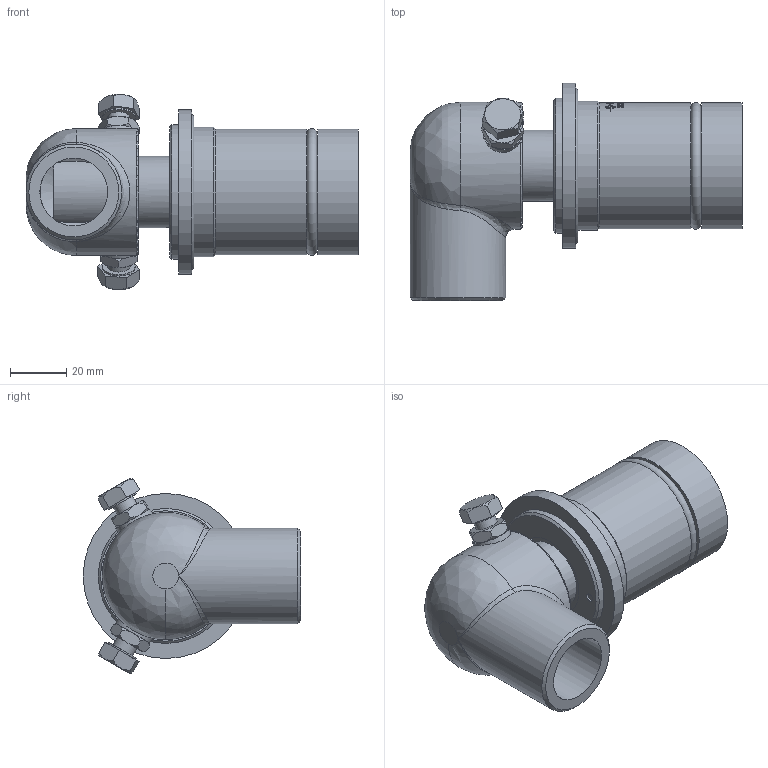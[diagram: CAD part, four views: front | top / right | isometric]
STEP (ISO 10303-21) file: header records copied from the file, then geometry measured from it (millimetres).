
FILE_DESCRIPTION(/* description */ (''),/* implementation_level */ '2;1');
FILE_NAME(/* name */ '2420-001-125-IC.stp',/* time_stamp */ '2020-05-21T10:23:52-05:00',/* author */ ('GALINDOLM'),/* organization */ (''),/* preprocessor_version */ 'ST-DEVELOPER v18',/* originating_system */ 'Autodesk Inventor 2020',/* authorisation */ '');
FILE_SCHEMA (('AUTOMOTIVE_DESIGN { 1 0 10303 214 3 1 1 }'));
Length unit declared in the file: millimetre
Products named in the file (1): 2420-001-125-IC
Bounding box: 118.1 x 77.35 x 69.56 mm (x, y, z)
Volume: 171039.7 mm3; surface area: 37078.2 mm2
Topology: 1 solids, 1 shells, 449 faces, 1181 edges, 785 vertices
Faces by surface type: bspline 180, plane 154, cylinder 70, cone 38, torus 7
Full cylindrical faces by diameter (mm): 1.7 x2, 3 x2, 8 x2, 11.6 x2, 14 x2, 16.8 x1, 24.117 x1, 25.36 x1, 25.4 x1, 26.369 x1, 29.2 x1, 34 x1, 39.8 x3, 44.8 x2, 45.2 x1, 46 x1, 48 x1, 49.1 x1, 54.9 x1, 58.7 x1
Entity records: 18996 total; most frequent: CARTESIAN_POINT 8789, ORIENTED_EDGE 2350, DIRECTION 1584, EDGE_CURVE 1175, VERTEX_POINT 785, AXIS2_PLACEMENT_3D 579, EDGE_LOOP 510, FACE_OUTER_BOUND 449
